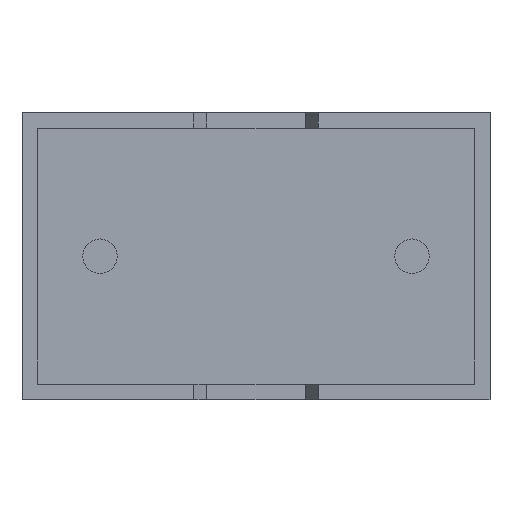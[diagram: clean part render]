
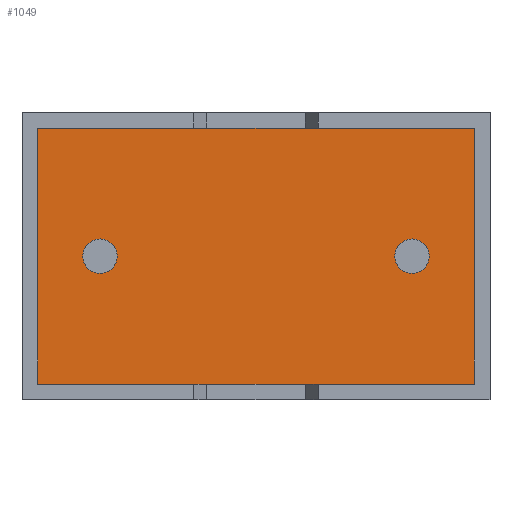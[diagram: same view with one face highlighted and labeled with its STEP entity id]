
A CAD part, front view. The second image highlights one B-rep face of the part: STEP entity #1049.
In plain terms, the highlighted planar face has unit normal (0, -1, 0).
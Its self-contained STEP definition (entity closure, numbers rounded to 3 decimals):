
#24 = EDGE_CURVE ( 'NONE', #2008, #62, #165, .T. ) ;
#31 = CARTESIAN_POINT ( 'NONE',  ( 0., 0.75, 0. ) ) ;
#46 = DIRECTION ( 'NONE',  ( -1., 0., 0. ) ) ;
#48 = DIRECTION ( 'NONE',  ( 0., 0., -1. ) ) ;
#56 = CARTESIAN_POINT ( 'NONE',  ( 6.25, 0.75, 2.3 ) ) ;
#62 = VERTEX_POINT ( 'NONE', #2949 ) ;
#70 = CIRCLE ( 'NONE', #1989, 0.275 ) ;
#84 = EDGE_CURVE ( 'NONE', #2834, #318, #1244, .T. ) ;
#144 = AXIS2_PLACEMENT_3D ( 'NONE', #2428, #568, #1038 ) ;
#165 = LINE ( 'NONE', #1197, #1506 ) ;
#207 = ORIENTED_EDGE ( 'NONE', *, *, #2776, .F. ) ;
#228 = EDGE_CURVE ( 'NONE', #2706, #2843, #2861, .T. ) ;
#233 = CARTESIAN_POINT ( 'NONE',  ( 0.25, 0.75, 0.25 ) ) ;
#251 = DIRECTION ( 'NONE',  ( 0., -1., 0. ) ) ;
#276 = CARTESIAN_POINT ( 'NONE',  ( 6.25, 0.75, 2.575 ) ) ;
#318 = VERTEX_POINT ( 'NONE', #669 ) ;
#336 = AXIS2_PLACEMENT_3D ( 'NONE', #31, #251, #477 ) ;
#357 = ORIENTED_EDGE ( 'NONE', *, *, #228, .F. ) ;
#477 = DIRECTION ( 'NONE',  ( 0., 0., -1. ) ) ;
#568 = DIRECTION ( 'NONE',  ( 0., -1., 0. ) ) ;
#571 = FACE_OUTER_BOUND ( 'NONE', #1635, .T. ) ;
#590 = LINE ( 'NONE', #631, #732 ) ;
#631 = CARTESIAN_POINT ( 'NONE',  ( 0.25, 0.75, 4.35 ) ) ;
#669 = CARTESIAN_POINT ( 'NONE',  ( 1.25, 0.75, 2.025 ) ) ;
#675 = PLANE ( 'NONE',  #336 ) ;
#679 = DIRECTION ( 'NONE',  ( 0., -1., 0. ) ) ;
#732 = VECTOR ( 'NONE', #2065, 1000. ) ;
#775 = AXIS2_PLACEMENT_3D ( 'NONE', #1842, #679, #2514 ) ;
#778 = ORIENTED_EDGE ( 'NONE', *, *, #2066, .T. ) ;
#895 = EDGE_LOOP ( 'NONE', ( #357, #1587 ) ) ;
#1021 = DIRECTION ( 'NONE',  ( 0., 0., -1. ) ) ;
#1038 = DIRECTION ( 'NONE',  ( 0., 0., -1. ) ) ;
#1049 = ADVANCED_FACE ( 'NONE', ( #3012, #571, #1731 ), #675, .T. ) ;
#1197 = CARTESIAN_POINT ( 'NONE',  ( 7.25, 0.75, 0.25 ) ) ;
#1210 = CARTESIAN_POINT ( 'NONE',  ( 7.25, 0.75, 4.35 ) ) ;
#1244 = CIRCLE ( 'NONE', #144, 0.275 ) ;
#1269 = CARTESIAN_POINT ( 'NONE',  ( 1.25, 0.75, 2.575 ) ) ;
#1322 = EDGE_LOOP ( 'NONE', ( #1601, #207 ) ) ;
#1326 = ORIENTED_EDGE ( 'NONE', *, *, #2611, .T. ) ;
#1425 = EDGE_CURVE ( 'NONE', #2886, #2479, #590, .T. ) ;
#1463 = CARTESIAN_POINT ( 'NONE',  ( 0.25, 0.75, 4.35 ) ) ;
#1506 = VECTOR ( 'NONE', #1679, 1000. ) ;
#1587 = ORIENTED_EDGE ( 'NONE', *, *, #1753, .F. ) ;
#1601 = ORIENTED_EDGE ( 'NONE', *, *, #84, .F. ) ;
#1605 = LINE ( 'NONE', #1210, #1678 ) ;
#1635 = EDGE_LOOP ( 'NONE', ( #2283, #1326, #3013, #778 ) ) ;
#1678 = VECTOR ( 'NONE', #46, 1000. ) ;
#1679 = DIRECTION ( 'NONE',  ( 0., 0., 1. ) ) ;
#1731 = FACE_BOUND ( 'NONE', #1322, .T. ) ;
#1753 = EDGE_CURVE ( 'NONE', #2843, #2706, #2445, .T. ) ;
#1842 = CARTESIAN_POINT ( 'NONE',  ( 6.25, 0.75, 2.3 ) ) ;
#1897 = CARTESIAN_POINT ( 'NONE',  ( 7.25, 0.75, 0.25 ) ) ;
#1935 = LINE ( 'NONE', #233, #2316 ) ;
#1978 = CARTESIAN_POINT ( 'NONE',  ( 6.25, 0.75, 2.025 ) ) ;
#1989 = AXIS2_PLACEMENT_3D ( 'NONE', #2232, #2694, #1021 ) ;
#2008 = VERTEX_POINT ( 'NONE', #1897 ) ;
#2065 = DIRECTION ( 'NONE',  ( 0., 0., -1. ) ) ;
#2066 = EDGE_CURVE ( 'NONE', #62, #2886, #1605, .T. ) ;
#2232 = CARTESIAN_POINT ( 'NONE',  ( 1.25, 0.75, 2.3 ) ) ;
#2283 = ORIENTED_EDGE ( 'NONE', *, *, #1425, .T. ) ;
#2316 = VECTOR ( 'NONE', #2546, 1000. ) ;
#2428 = CARTESIAN_POINT ( 'NONE',  ( 1.25, 0.75, 2.3 ) ) ;
#2445 = CIRCLE ( 'NONE', #2914, 0.275 ) ;
#2479 = VERTEX_POINT ( 'NONE', #2789 ) ;
#2514 = DIRECTION ( 'NONE',  ( 0., 0., -1. ) ) ;
#2546 = DIRECTION ( 'NONE',  ( 1., 0., 0. ) ) ;
#2611 = EDGE_CURVE ( 'NONE', #2479, #2008, #1935, .T. ) ;
#2694 = DIRECTION ( 'NONE',  ( 0., -1., 0. ) ) ;
#2706 = VERTEX_POINT ( 'NONE', #276 ) ;
#2776 = EDGE_CURVE ( 'NONE', #318, #2834, #70, .T. ) ;
#2789 = CARTESIAN_POINT ( 'NONE',  ( 0.25, 0.75, 0.25 ) ) ;
#2834 = VERTEX_POINT ( 'NONE', #1269 ) ;
#2843 = VERTEX_POINT ( 'NONE', #1978 ) ;
#2861 = CIRCLE ( 'NONE', #775, 0.275 ) ;
#2873 = DIRECTION ( 'NONE',  ( 0., -1., 0. ) ) ;
#2886 = VERTEX_POINT ( 'NONE', #1463 ) ;
#2914 = AXIS2_PLACEMENT_3D ( 'NONE', #56, #2873, #48 ) ;
#2949 = CARTESIAN_POINT ( 'NONE',  ( 7.25, 0.75, 4.35 ) ) ;
#3012 = FACE_BOUND ( 'NONE', #895, .T. ) ;
#3013 = ORIENTED_EDGE ( 'NONE', *, *, #24, .T. ) ;
